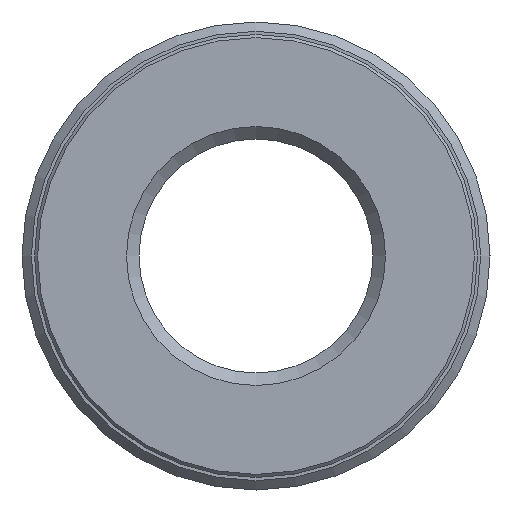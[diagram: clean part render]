
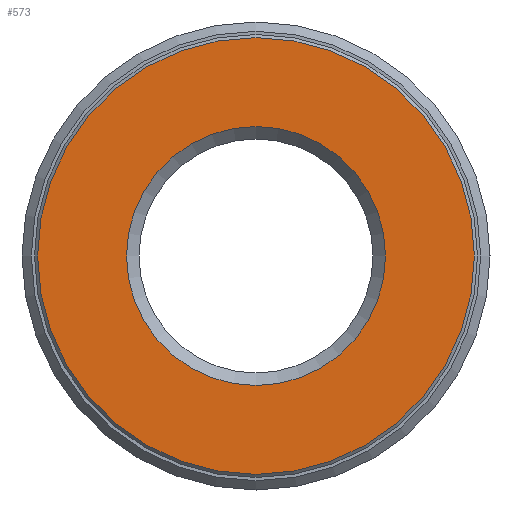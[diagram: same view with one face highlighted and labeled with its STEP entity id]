
A CAD part, front view. The second image highlights one B-rep face of the part: STEP entity #573.
In plain terms, the highlighted planar face has unit normal (0, -1, 0).
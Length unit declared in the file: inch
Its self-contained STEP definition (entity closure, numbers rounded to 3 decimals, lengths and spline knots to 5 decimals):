
#19 = CARTESIAN_POINT ( 'NONE',  ( 0., 0., 0. ) ) ;
#24 = FACE_BOUND ( 'NONE', #259, .T. ) ;
#44 = ORIENTED_EDGE ( 'NONE', *, *, #477, .T. ) ;
#47 = CIRCLE ( 'NONE', #150, 0.35 ) ;
#59 = CARTESIAN_POINT ( 'NONE',  ( 0., 0., 0.2075 ) ) ;
#80 = AXIS2_PLACEMENT_3D ( 'NONE', #558, #520, #341 ) ;
#88 = DIRECTION ( 'NONE',  ( 0., 0., 1. ) ) ;
#138 = VERTEX_POINT ( 'NONE', #59 ) ;
#150 = AXIS2_PLACEMENT_3D ( 'NONE', #19, #447, #584 ) ;
#248 = CIRCLE ( 'NONE', #376, 0.2075 ) ;
#259 = EDGE_LOOP ( 'NONE', ( #44 ) ) ;
#299 = EDGE_CURVE ( 'NONE', #361, #361, #47, .T. ) ;
#317 = ORIENTED_EDGE ( 'NONE', *, *, #299, .F. ) ;
#341 = DIRECTION ( 'NONE',  ( 0., 0., 1. ) ) ;
#361 = VERTEX_POINT ( 'NONE', #564 ) ;
#376 = AXIS2_PLACEMENT_3D ( 'NONE', #513, #510, #88 ) ;
#420 = PLANE ( 'NONE',  #80 ) ;
#447 = DIRECTION ( 'NONE',  ( 0., 1., 0. ) ) ;
#477 = EDGE_CURVE ( 'NONE', #138, #138, #248, .T. ) ;
#487 = FACE_OUTER_BOUND ( 'NONE', #523, .T. ) ;
#510 = DIRECTION ( 'NONE',  ( 0., 1., 0. ) ) ;
#513 = CARTESIAN_POINT ( 'NONE',  ( 0., 0., 0. ) ) ;
#520 = DIRECTION ( 'NONE',  ( 0., 1., 0. ) ) ;
#523 = EDGE_LOOP ( 'NONE', ( #317 ) ) ;
#558 = CARTESIAN_POINT ( 'NONE',  ( 0., 0., 0. ) ) ;
#564 = CARTESIAN_POINT ( 'NONE',  ( 0., 0., 0.35 ) ) ;
#573 = ADVANCED_FACE ( 'NONE', ( #487, #24 ), #420, .F. ) ;
#584 = DIRECTION ( 'NONE',  ( 0., 0., 1. ) ) ;
